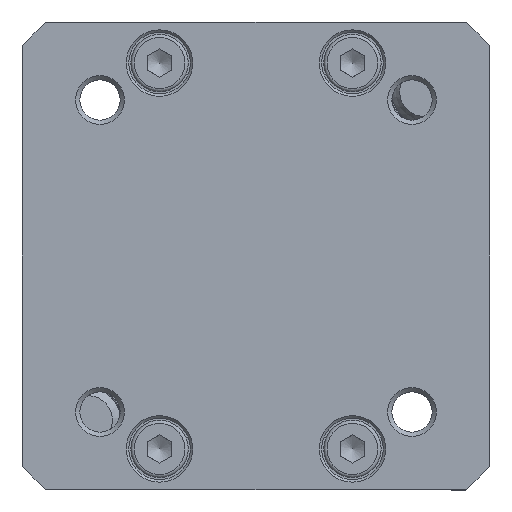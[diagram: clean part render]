
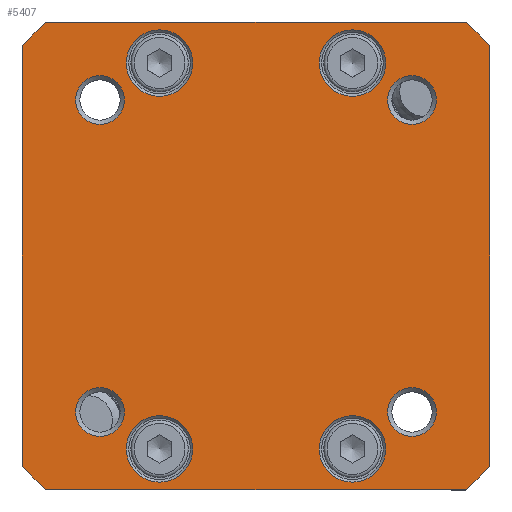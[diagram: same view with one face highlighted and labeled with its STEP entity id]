
A CAD part, front view. The second image highlights one B-rep face of the part: STEP entity #5407.
In plain terms, the highlighted planar face has unit normal (0, -1, 0).
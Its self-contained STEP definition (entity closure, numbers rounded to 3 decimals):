
#5244=CARTESIAN_POINT('',(0.,-7.625,0.));
#5245=DIRECTION('',(0.0,1.0,0.0));
#5246=DIRECTION('',(0.0,0.0,1.0));
#5247=AXIS2_PLACEMENT_3D('',#5244,#5245,#5246);
#5248=PLANE('',#5247);
#5249=CARTESIAN_POINT('',(25.511,-7.625,28.5));
#5250=VERTEX_POINT('',#5249);
#5251=CARTESIAN_POINT('',(28.5,-7.625,25.511));
#5252=VERTEX_POINT('',#5251);
#5253=CARTESIAN_POINT('',(0.0,-7.625,0.0));
#5254=DIRECTION('',(0.0,1.0,0.0));
#5255=DIRECTION('',(0.667,0.0,0.745));
#5256=AXIS2_PLACEMENT_3D('',#5253,#5254,#5255);
#5257=CIRCLE('',#5256,38.25);
#5258=EDGE_CURVE('',#5250,#5252,#5257,.T.);
#5259=ORIENTED_EDGE('',*,*,#5258,.F.);
#5260=CARTESIAN_POINT('',(-25.511,-7.625,28.5));
#5261=VERTEX_POINT('',#5260);
#5262=CARTESIAN_POINT('',(-25.511,-7.625,28.5));
#5263=DIRECTION('',(1.0,0.0,0.0));
#5264=VECTOR('',#5263,51.022);
#5265=LINE('',#5262,#5264);
#5266=EDGE_CURVE('',#5261,#5250,#5265,.T.);
#5267=ORIENTED_EDGE('',*,*,#5266,.F.);
#5268=CARTESIAN_POINT('',(-28.5,-7.625,25.511));
#5269=VERTEX_POINT('',#5268);
#5270=CARTESIAN_POINT('',(0.0,-7.625,0.0));
#5271=DIRECTION('',(0.0,1.0,0.0));
#5272=DIRECTION('',(-0.745,0.0,0.667));
#5273=AXIS2_PLACEMENT_3D('',#5270,#5271,#5272);
#5274=CIRCLE('',#5273,38.25);
#5275=EDGE_CURVE('',#5269,#5261,#5274,.T.);
#5276=ORIENTED_EDGE('',*,*,#5275,.F.);
#5277=CARTESIAN_POINT('',(-28.5,-7.625,-25.511));
#5278=VERTEX_POINT('',#5277);
#5279=CARTESIAN_POINT('',(-28.5,-7.625,-25.511));
#5280=DIRECTION('',(0.0,0.0,1.0));
#5281=VECTOR('',#5280,51.022);
#5282=LINE('',#5279,#5281);
#5283=EDGE_CURVE('',#5278,#5269,#5282,.T.);
#5284=ORIENTED_EDGE('',*,*,#5283,.F.);
#5285=CARTESIAN_POINT('',(-25.511,-7.625,-28.5));
#5286=VERTEX_POINT('',#5285);
#5287=CARTESIAN_POINT('',(0.0,-7.625,0.0));
#5288=DIRECTION('',(0.0,1.0,0.0));
#5289=DIRECTION('',(-0.667,0.0,-0.745));
#5290=AXIS2_PLACEMENT_3D('',#5287,#5288,#5289);
#5291=CIRCLE('',#5290,38.25);
#5292=EDGE_CURVE('',#5286,#5278,#5291,.T.);
#5293=ORIENTED_EDGE('',*,*,#5292,.F.);
#5294=CARTESIAN_POINT('',(25.511,-7.625,-28.5));
#5295=VERTEX_POINT('',#5294);
#5296=CARTESIAN_POINT('',(25.511,-7.625,-28.5));
#5297=DIRECTION('',(-1.0,0.0,0.0));
#5298=VECTOR('',#5297,51.022);
#5299=LINE('',#5296,#5298);
#5300=EDGE_CURVE('',#5295,#5286,#5299,.T.);
#5301=ORIENTED_EDGE('',*,*,#5300,.F.);
#5302=CARTESIAN_POINT('',(28.5,-7.625,-25.511));
#5303=VERTEX_POINT('',#5302);
#5304=CARTESIAN_POINT('',(0.0,-7.625,0.0));
#5305=DIRECTION('',(0.0,1.0,0.0));
#5306=DIRECTION('',(0.745,0.0,-0.667));
#5307=AXIS2_PLACEMENT_3D('',#5304,#5305,#5306);
#5308=CIRCLE('',#5307,38.25);
#5309=EDGE_CURVE('',#5303,#5295,#5308,.T.);
#5310=ORIENTED_EDGE('',*,*,#5309,.F.);
#5311=CARTESIAN_POINT('',(28.5,-7.625,25.511));
#5312=DIRECTION('',(0.0,0.0,-1.0));
#5313=VECTOR('',#5312,51.022);
#5314=LINE('',#5311,#5313);
#5315=EDGE_CURVE('',#5252,#5303,#5314,.T.);
#5316=ORIENTED_EDGE('',*,*,#5315,.F.);
#5317=EDGE_LOOP('',(#5259,#5267,#5276,#5284,#5293,#5301,#5310,#5316));
#5318=FACE_OUTER_BOUND('',#5317,.T.);
#5319=CARTESIAN_POINT('',(21.958,-7.625,-19.0));
#5320=VERTEX_POINT('',#5319);
#5321=CARTESIAN_POINT('',(19.0,-7.625,-19.0));
#5322=DIRECTION('',(0.0,-1.0,0.0));
#5323=DIRECTION('',(-1.0,0.0,0.0));
#5324=AXIS2_PLACEMENT_3D('',#5321,#5322,#5323);
#5325=CIRCLE('',#5324,2.959);
#5326=EDGE_CURVE('',#5320,#5320,#5325,.T.);
#5327=ORIENTED_EDGE('',*,*,#5326,.F.);
#5328=EDGE_LOOP('',(#5327));
#5329=FACE_BOUND('',#5328,.T.);
#5330=CARTESIAN_POINT('',(-16.042,-7.625,19.0));
#5331=VERTEX_POINT('',#5330);
#5332=CARTESIAN_POINT('',(-19.0,-7.625,19.0));
#5333=DIRECTION('',(0.0,-1.0,0.0));
#5334=DIRECTION('',(-1.0,0.0,0.0));
#5335=AXIS2_PLACEMENT_3D('',#5332,#5333,#5334);
#5336=CIRCLE('',#5335,2.958);
#5337=EDGE_CURVE('',#5331,#5331,#5336,.T.);
#5338=ORIENTED_EDGE('',*,*,#5337,.F.);
#5339=EDGE_LOOP('',(#5338));
#5340=FACE_BOUND('',#5339,.T.);
#5341=CARTESIAN_POINT('',(15.8,-7.625,-23.5));
#5342=VERTEX_POINT('',#5341);
#5343=CARTESIAN_POINT('',(11.75,-7.625,-23.5));
#5344=DIRECTION('',(0.0,-1.0,0.0));
#5345=DIRECTION('',(-1.0,0.0,0.0));
#5346=AXIS2_PLACEMENT_3D('',#5343,#5344,#5345);
#5347=CIRCLE('',#5346,4.05);
#5348=EDGE_CURVE('',#5342,#5342,#5347,.T.);
#5349=ORIENTED_EDGE('',*,*,#5348,.F.);
#5350=EDGE_LOOP('',(#5349));
#5351=FACE_BOUND('',#5350,.T.);
#5352=CARTESIAN_POINT('',(-7.7,-7.625,23.5));
#5353=VERTEX_POINT('',#5352);
#5354=CARTESIAN_POINT('',(-11.75,-7.625,23.5));
#5355=DIRECTION('',(0.0,-1.0,0.0));
#5356=DIRECTION('',(-1.0,0.0,0.0));
#5357=AXIS2_PLACEMENT_3D('',#5354,#5355,#5356);
#5358=CIRCLE('',#5357,4.05);
#5359=EDGE_CURVE('',#5353,#5353,#5358,.T.);
#5360=ORIENTED_EDGE('',*,*,#5359,.F.);
#5361=EDGE_LOOP('',(#5360));
#5362=FACE_BOUND('',#5361,.T.);
#5363=CARTESIAN_POINT('',(15.8,-7.625,23.5));
#5364=VERTEX_POINT('',#5363);
#5365=CARTESIAN_POINT('',(11.75,-7.625,23.5));
#5366=DIRECTION('',(0.0,-1.0,0.0));
#5367=DIRECTION('',(-1.0,0.0,0.0));
#5368=AXIS2_PLACEMENT_3D('',#5365,#5366,#5367);
#5369=CIRCLE('',#5368,4.05);
#5370=EDGE_CURVE('',#5364,#5364,#5369,.T.);
#5371=ORIENTED_EDGE('',*,*,#5370,.F.);
#5372=EDGE_LOOP('',(#5371));
#5373=FACE_BOUND('',#5372,.T.);
#5374=CARTESIAN_POINT('',(-7.7,-7.625,-23.5));
#5375=VERTEX_POINT('',#5374);
#5376=CARTESIAN_POINT('',(-11.75,-7.625,-23.5));
#5377=DIRECTION('',(0.0,-1.0,0.0));
#5378=DIRECTION('',(-1.0,0.0,0.0));
#5379=AXIS2_PLACEMENT_3D('',#5376,#5377,#5378);
#5380=CIRCLE('',#5379,4.05);
#5381=EDGE_CURVE('',#5375,#5375,#5380,.T.);
#5382=ORIENTED_EDGE('',*,*,#5381,.F.);
#5383=EDGE_LOOP('',(#5382));
#5384=FACE_BOUND('',#5383,.T.);
#5385=CARTESIAN_POINT('',(21.958,-7.625,19.0));
#5386=VERTEX_POINT('',#5385);
#5387=CARTESIAN_POINT('',(19.0,-7.625,19.0));
#5388=DIRECTION('',(0.0,-1.0,0.0));
#5389=DIRECTION('',(-1.0,0.0,0.0));
#5390=AXIS2_PLACEMENT_3D('',#5387,#5388,#5389);
#5391=CIRCLE('',#5390,2.959);
#5392=EDGE_CURVE('',#5386,#5386,#5391,.T.);
#5393=ORIENTED_EDGE('',*,*,#5392,.F.);
#5394=EDGE_LOOP('',(#5393));
#5395=FACE_BOUND('',#5394,.T.);
#5396=CARTESIAN_POINT('',(-16.042,-7.625,-19.0));
#5397=VERTEX_POINT('',#5396);
#5398=CARTESIAN_POINT('',(-19.0,-7.625,-19.0));
#5399=DIRECTION('',(0.0,-1.0,0.0));
#5400=DIRECTION('',(-1.0,0.0,0.0));
#5401=AXIS2_PLACEMENT_3D('',#5398,#5399,#5400);
#5402=CIRCLE('',#5401,2.958);
#5403=EDGE_CURVE('',#5397,#5397,#5402,.T.);
#5404=ORIENTED_EDGE('',*,*,#5403,.F.);
#5405=EDGE_LOOP('',(#5404));
#5406=FACE_BOUND('',#5405,.T.);
#5407=ADVANCED_FACE('',(#5318,#5329,#5340,#5351,#5362,#5373,#5384,#5395,#5406),#5248,.F.);
